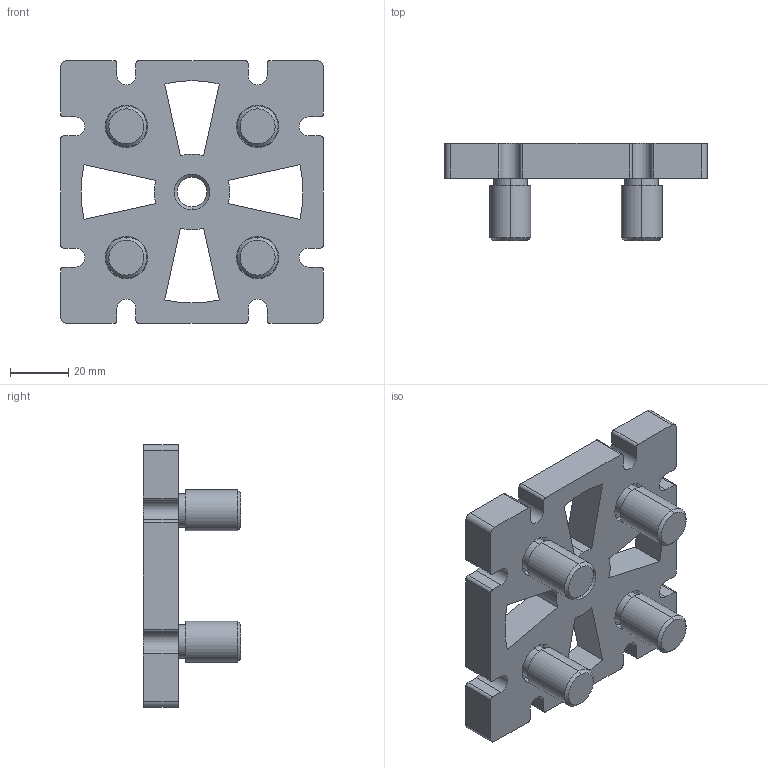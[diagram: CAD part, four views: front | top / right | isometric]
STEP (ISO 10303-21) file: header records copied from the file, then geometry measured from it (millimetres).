
FILE_DESCRIPTION (( 'STEP AP214' ), '1' );
FILE_NAME ('SNSD.30.50.65. Àäàïòåð 90õ90 äëÿ êðåïëåíèÿ îïîðû Ì12(E15).STEP', '2014-11-24T08:06:08', ( 'XTreme.ws' ), ( 'XTreme.ws' ), 'SwSTEP 2.0', 'SolidWorks 2014', '' );
FILE_SCHEMA (( 'AUTOMOTIVE_DESIGN' ));
Length unit declared in the file: millimetre
Products named in the file (3): E15SNSD.30.50.62. 鍔錓 (B16)E10_00; E15SNSD.30.50.62. 砑僔蠂縺 (B16)E10_00; SNSD.30.50.65. Àäàïòåð 90õ90 äëÿ êðåïëåíèÿ îïîðû Ì12(E15)
Assembly tree (5 placements, depth 2):
  SNSD.30.50.65. Àäàïòåð 90õ90 äëÿ êðåïëåíèÿ îïîðû Ì12(E15)
    E15SNSD.30.50.62. 砑僔蠂縺 (B16)E10_00
    E15SNSD.30.50.62. 鍔錓 (B16)E10_00  x4
Bounding box: 90 x 33.3 x 90 mm (x, y, z)
Volume: 83073.7 mm3; surface area: 33723.2 mm2
Topology: 5 solids, 5 shells, 196 faces, 482 edges, 312 vertices
Faces by surface type: plane 86, cylinder 82, cone 20, torus 8
Entity records: 4206 total; most frequent: DIRECTION 748, CARTESIAN_POINT 695, ORIENTED_EDGE 676, EDGE_CURVE 338, AXIS2_PLACEMENT_3D 275, VERTEX_POINT 222, VECTOR 198, LINE 198
